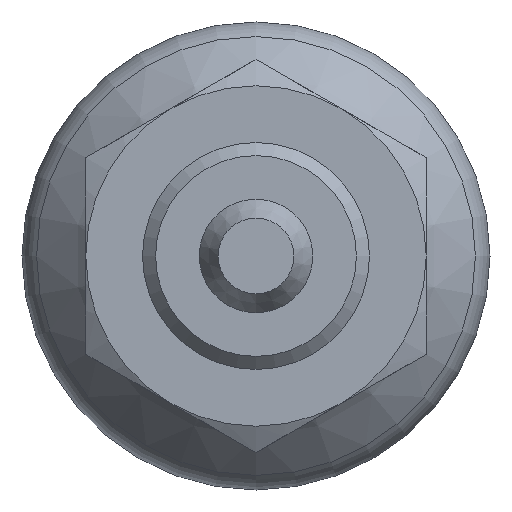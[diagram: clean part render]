
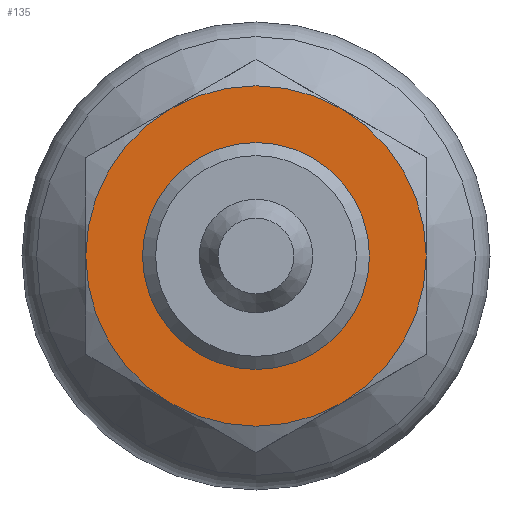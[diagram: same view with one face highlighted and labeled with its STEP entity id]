
A CAD part, front view. The second image highlights one B-rep face of the part: STEP entity #135.
In plain terms, the highlighted planar face has unit normal (0, -1, 0).
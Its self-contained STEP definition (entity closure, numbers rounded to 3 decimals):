
#135 = ADVANCED_FACE( '', ( #291, #292 ), #293, .F. );
#291 = FACE_BOUND( '', #463, .T. );
#292 = FACE_OUTER_BOUND( '', #464, .T. );
#293 = PLANE( '', #465 );
#463 = EDGE_LOOP( '', ( #760 ) );
#464 = EDGE_LOOP( '', ( #761, #762, #763, #764, #765, #766 ) );
#465 = AXIS2_PLACEMENT_3D( '', #767, #768, #769 );
#760 = ORIENTED_EDGE( '', *, *, #925, .F. );
#761 = ORIENTED_EDGE( '', *, *, #929, .T. );
#762 = ORIENTED_EDGE( '', *, *, #1009, .T. );
#763 = ORIENTED_EDGE( '', *, *, #990, .T. );
#764 = ORIENTED_EDGE( '', *, *, #1010, .T. );
#765 = ORIENTED_EDGE( '', *, *, #904, .T. );
#766 = ORIENTED_EDGE( '', *, *, #1011, .T. );
#767 = CARTESIAN_POINT( '', ( 12., -27., 0. ) );
#768 = DIRECTION( '', ( 0., 1., 0. ) );
#769 = DIRECTION( '', ( 0., 0., 1. ) );
#904 = EDGE_CURVE( '', #1043, #1045, #1047, .T. );
#925 = EDGE_CURVE( '', #1082, #1082, #1083, .F. );
#929 = EDGE_CURVE( '', #1090, #1087, #1091, .T. );
#990 = EDGE_CURVE( '', #1179, #1135, #1180, .T. );
#1009 = EDGE_CURVE( '', #1087, #1179, #1202, .T. );
#1010 = EDGE_CURVE( '', #1135, #1043, #1203, .T. );
#1011 = EDGE_CURVE( '', #1045, #1090, #1204, .T. );
#1043 = VERTEX_POINT( '', #1238 );
#1045 = VERTEX_POINT( '', #1245 );
#1047 = CIRCLE( '', #1254, 12. );
#1082 = VERTEX_POINT( '', #1316 );
#1083 = CIRCLE( '', #1317, 8. );
#1087 = VERTEX_POINT( '', #1321 );
#1090 = VERTEX_POINT( '', #1329 );
#1091 = CIRCLE( '', #1330, 12. );
#1135 = VERTEX_POINT( '', #1430 );
#1179 = VERTEX_POINT( '', #1556 );
#1180 = CIRCLE( '', #1557, 12. );
#1202 = CIRCLE( '', #1623, 12. );
#1203 = CIRCLE( '', #1624, 12. );
#1204 = CIRCLE( '', #1625, 12. );
#1238 = CARTESIAN_POINT( '', ( -12., -27., 0. ) );
#1245 = CARTESIAN_POINT( '', ( -6., -27., -10.392 ) );
#1254 = AXIS2_PLACEMENT_3D( '', #1666, #1667, #1668 );
#1316 = CARTESIAN_POINT( '', ( 0., -27., 8. ) );
#1317 = AXIS2_PLACEMENT_3D( '', #1693, #1694, #1695 );
#1321 = CARTESIAN_POINT( '', ( 12., -27., 0. ) );
#1329 = CARTESIAN_POINT( '', ( 6., -27., -10.392 ) );
#1330 = AXIS2_PLACEMENT_3D( '', #1699, #1700, #1701 );
#1430 = CARTESIAN_POINT( '', ( -6., -27., 10.392 ) );
#1556 = CARTESIAN_POINT( '', ( 6., -27., 10.392 ) );
#1557 = AXIS2_PLACEMENT_3D( '', #1746, #1747, #1748 );
#1623 = AXIS2_PLACEMENT_3D( '', #1759, #1760, #1761 );
#1624 = AXIS2_PLACEMENT_3D( '', #1762, #1763, #1764 );
#1625 = AXIS2_PLACEMENT_3D( '', #1765, #1766, #1767 );
#1666 = CARTESIAN_POINT( '', ( 0., -27., 0. ) );
#1667 = DIRECTION( '', ( 0., -1., 0. ) );
#1668 = DIRECTION( '', ( 0., 0., -1. ) );
#1693 = CARTESIAN_POINT( '', ( 0., -27., 0. ) );
#1694 = DIRECTION( '', ( 0., 1., 0. ) );
#1695 = DIRECTION( '', ( 0., 0., 1. ) );
#1699 = CARTESIAN_POINT( '', ( 0., -27., 0. ) );
#1700 = DIRECTION( '', ( 0., -1., 0. ) );
#1701 = DIRECTION( '', ( 0., 0., -1. ) );
#1746 = CARTESIAN_POINT( '', ( 0., -27., 0. ) );
#1747 = DIRECTION( '', ( 0., -1., 0. ) );
#1748 = DIRECTION( '', ( 0., 0., -1. ) );
#1759 = CARTESIAN_POINT( '', ( 0., -27., 0. ) );
#1760 = DIRECTION( '', ( 0., -1., 0. ) );
#1761 = DIRECTION( '', ( 0., 0., -1. ) );
#1762 = CARTESIAN_POINT( '', ( 0., -27., 0. ) );
#1763 = DIRECTION( '', ( 0., -1., 0. ) );
#1764 = DIRECTION( '', ( 0., 0., -1. ) );
#1765 = CARTESIAN_POINT( '', ( 0., -27., 0. ) );
#1766 = DIRECTION( '', ( 0., -1., 0. ) );
#1767 = DIRECTION( '', ( 0., 0., -1. ) );
